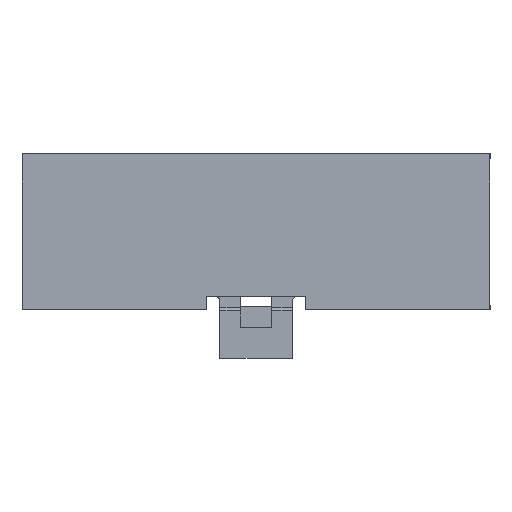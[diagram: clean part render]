
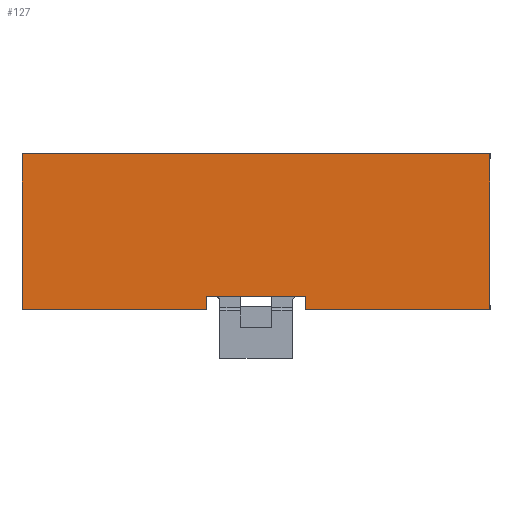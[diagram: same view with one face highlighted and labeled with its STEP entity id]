
A CAD part, front view. The second image highlights one B-rep face of the part: STEP entity #127.
In plain terms, the highlighted planar face has unit normal (0, -1, 0).
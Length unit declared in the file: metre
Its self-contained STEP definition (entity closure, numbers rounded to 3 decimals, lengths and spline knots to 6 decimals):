
#127 = ADVANCED_FACE( '', ( #459 ), #460, .T. );
#459 = FACE_OUTER_BOUND( '', #991, .T. );
#460 = PLANE( '', #992 );
#991 = EDGE_LOOP( '', ( #1980, #1981, #1982, #1983, #1984, #1985, #1986, #1987 ) );
#992 = AXIS2_PLACEMENT_3D( '', #1988, #1989, #1990 );
#1980 = ORIENTED_EDGE( '', *, *, #3728, .T. );
#1981 = ORIENTED_EDGE( '', *, *, #3729, .T. );
#1982 = ORIENTED_EDGE( '', *, *, #3482, .F. );
#1983 = ORIENTED_EDGE( '', *, *, #3648, .F. );
#1984 = ORIENTED_EDGE( '', *, *, #3411, .F. );
#1985 = ORIENTED_EDGE( '', *, *, #3730, .T. );
#1986 = ORIENTED_EDGE( '', *, *, #3515, .F. );
#1987 = ORIENTED_EDGE( '', *, *, #3731, .T. );
#1988 = CARTESIAN_POINT( '', ( 0.01242, -0.004, 0.00414 ) );
#1989 = DIRECTION( '', ( 0., -1., 0. ) );
#1990 = DIRECTION( '', ( 0., 0., -1. ) );
#3411 = EDGE_CURVE( '', #4069, #4071, #4072, .T. );
#3482 = EDGE_CURVE( '', #4206, #4208, #4209, .T. );
#3515 = EDGE_CURVE( '', #4270, #4263, #4272, .T. );
#3648 = EDGE_CURVE( '', #4071, #4206, #4527, .T. );
#3728 = EDGE_CURVE( '', #4663, #4664, #4665, .T. );
#3729 = EDGE_CURVE( '', #4664, #4208, #4666, .T. );
#3730 = EDGE_CURVE( '', #4069, #4263, #4667, .T. );
#3731 = EDGE_CURVE( '', #4270, #4663, #4668, .T. );
#4069 = VERTEX_POINT( '', #5171 );
#4071 = VERTEX_POINT( '', #5174 );
#4072 = LINE( '', #5175, #5176 );
#4206 = VERTEX_POINT( '', #5372 );
#4208 = VERTEX_POINT( '', #5375 );
#4209 = LINE( '', #5376, #5377 );
#4263 = VERTEX_POINT( '', #5458 );
#4270 = VERTEX_POINT( '', #5467 );
#4272 = LINE( '', #5470, #5471 );
#4527 = LINE( '', #5856, #5857 );
#4663 = VERTEX_POINT( '', #6070 );
#4664 = VERTEX_POINT( '', #6071 );
#4665 = LINE( '', #6072, #6073 );
#4666 = LINE( '', #6074, #6075 );
#4667 = LINE( '', #6076, #6077 );
#4668 = LINE( '', #6078, #6079 );
#5171 = CARTESIAN_POINT( '', ( -0.01243, -0.004, -0.00414 ) );
#5174 = CARTESIAN_POINT( '', ( -0.01243, -0.004, 0.00414 ) );
#5175 = CARTESIAN_POINT( '', ( -0.01243, -0.004, -0.00414 ) );
#5176 = VECTOR( '', #6857, 1. );
#5372 = CARTESIAN_POINT( '', ( 0.01242, -0.004, 0.00414 ) );
#5375 = CARTESIAN_POINT( '', ( 0.01242, -0.004, -0.00414 ) );
#5376 = CARTESIAN_POINT( '', ( 0.01242, -0.004, 0.00414 ) );
#5377 = VECTOR( '', #6942, 1. );
#5458 = CARTESIAN_POINT( '', ( -0.00263, -0.004, -0.00414 ) );
#5467 = CARTESIAN_POINT( '', ( -0.00263, -0.004, -0.00343 ) );
#5470 = CARTESIAN_POINT( '', ( -0.00263, -0.004, -0.00343 ) );
#5471 = VECTOR( '', #6979, 1. );
#5856 = CARTESIAN_POINT( '', ( -0.01243, -0.004, 0.00414 ) );
#5857 = VECTOR( '', #7116, 1. );
#6070 = CARTESIAN_POINT( '', ( 0.00263, -0.004, -0.00343 ) );
#6071 = CARTESIAN_POINT( '', ( 0.00263, -0.004, -0.00414 ) );
#6072 = CARTESIAN_POINT( '', ( 0.00263, -0.004, -0.00343 ) );
#6073 = VECTOR( '', #7200, 1. );
#6074 = CARTESIAN_POINT( '', ( 0.00263, -0.004, -0.00414 ) );
#6075 = VECTOR( '', #7201, 1. );
#6076 = CARTESIAN_POINT( '', ( -0.01243, -0.004, -0.00414 ) );
#6077 = VECTOR( '', #7202, 1. );
#6078 = CARTESIAN_POINT( '', ( -0.00263, -0.004, -0.00343 ) );
#6079 = VECTOR( '', #7203, 1. );
#6857 = DIRECTION( '', ( 0., 0., 1. ) );
#6942 = DIRECTION( '', ( 0., 0., -1. ) );
#6979 = DIRECTION( '', ( 0., 0., -1. ) );
#7116 = DIRECTION( '', ( 1., 0., 0. ) );
#7200 = DIRECTION( '', ( 0., 0., -1. ) );
#7201 = DIRECTION( '', ( 1., 0., 0. ) );
#7202 = DIRECTION( '', ( 1., 0., 0. ) );
#7203 = DIRECTION( '', ( 1., 0., 0. ) );
